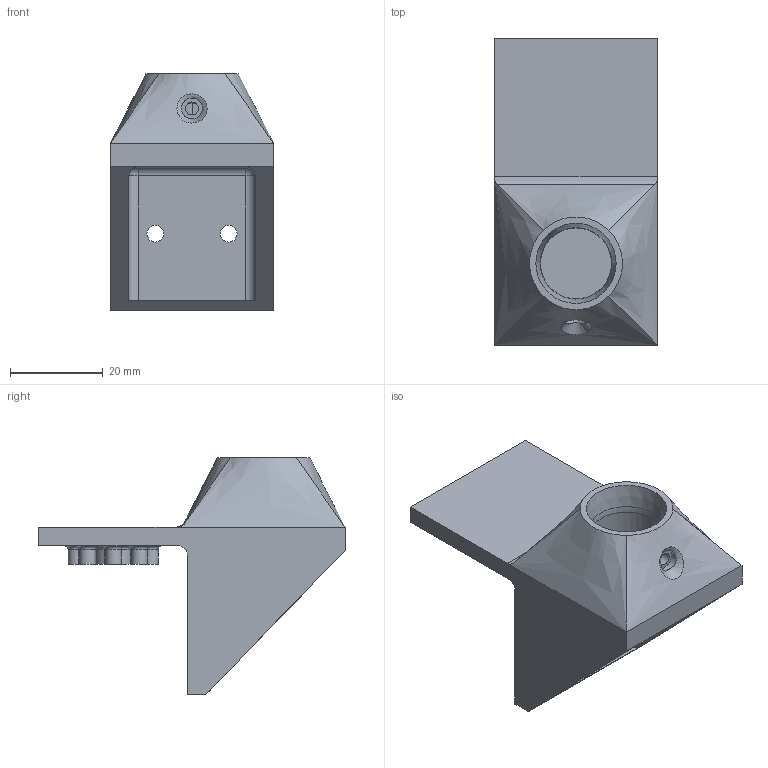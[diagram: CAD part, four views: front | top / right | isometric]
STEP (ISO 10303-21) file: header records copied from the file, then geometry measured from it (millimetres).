
FILE_DESCRIPTION(/* description */ (''),/* implementation_level */ '2;1');
FILE_NAME(/* name */ 'Back Support Structure Base.step',/* time_stamp */ '2025-12-19T12:44:42+05:30',/* author */ (''),/* organization */ (''),/* preprocessor_version */ 'ST-DEVELOPER v20.1',/* originating_system */ 'Autodesk Translation Framework v14.21.0.0',/* authorisation */ '');
FILE_SCHEMA (('AUTOMOTIVE_DESIGN { 1 0 10303 214 3 1 1 }'));
Length unit declared in the file: millimetre
Products named in the file (1): Back Support Structure Base
Bounding box: 35.2 x 66 x 51 mm (x, y, z)
Volume: 27207.2 mm3; surface area: 11719.4 mm2
Topology: 1 solids, 1 shells, 69 faces, 145 edges, 87 vertices
Faces by surface type: plane 28, cylinder 20, torus 10, bspline 8, sphere 2, cone 1
Full cylindrical faces by diameter (mm): 2.8 x1, 3.6 x10, 4.5 x1, 7.8 x1, 15.3 x1
Entity records: 2462 total; most frequent: CARTESIAN_POINT 935, DIRECTION 322, ORIENTED_EDGE 290, EDGE_CURVE 145, AXIS2_PLACEMENT_3D 129, VERTEX_POINT 87, EDGE_LOOP 85, FACE_OUTER_BOUND 69
